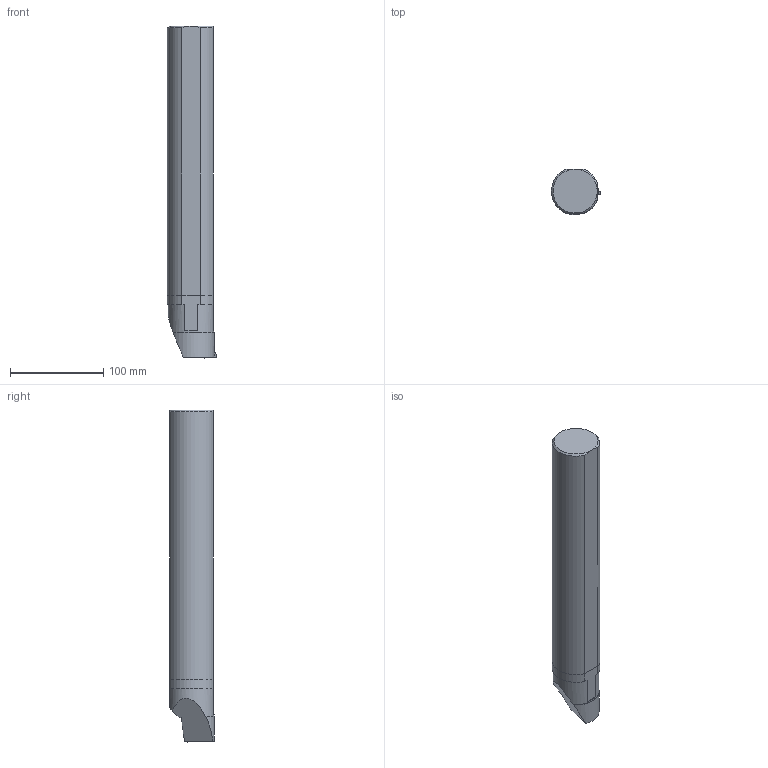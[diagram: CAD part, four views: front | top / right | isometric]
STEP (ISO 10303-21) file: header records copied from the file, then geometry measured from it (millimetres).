
FILE_DESCRIPTION(/* description */ (''),/* implementation_level */ '2;1');
FILE_NAME(/* name */ 'CNL0020014-16AHD.stp',/* time_stamp */ '2018-03-29T15:40:04+05:00',/* author */ (''),/* organization */ (''),/* preprocessor_version */ 'ST-DEVELOPER v16',/* originating_system */ 'SIEMENS PLM Software NX 11.0',/* authorisation */ '');
FILE_SCHEMA (('AUTOMOTIVE_DESIGN { 1 0 10303 214 3 1 1 1 }'));
Length unit declared in the file: millimetre
Products named in the file (1): CNL0020014-16AHD
Bounding box: 52.69 x 48.15 x 355.66 mm (x, y, z)
Volume: 658721.5 mm3; surface area: 62428.2 mm2
Topology: 4 solids, 4 shells, 52 faces, 137 edges, 91 vertices
Faces by surface type: plane 36, cylinder 11, cone 2, sphere 2, bspline 1
Full cylindrical faces by diameter (mm): 2.995 x1
Entity records: 1659 total; most frequent: CARTESIAN_POINT 299, DIRECTION 274, ORIENTED_EDGE 262, EDGE_CURVE 131, AXIS2_PLACEMENT_3D 93, VERTEX_POINT 88, LINE 88, VECTOR 88
